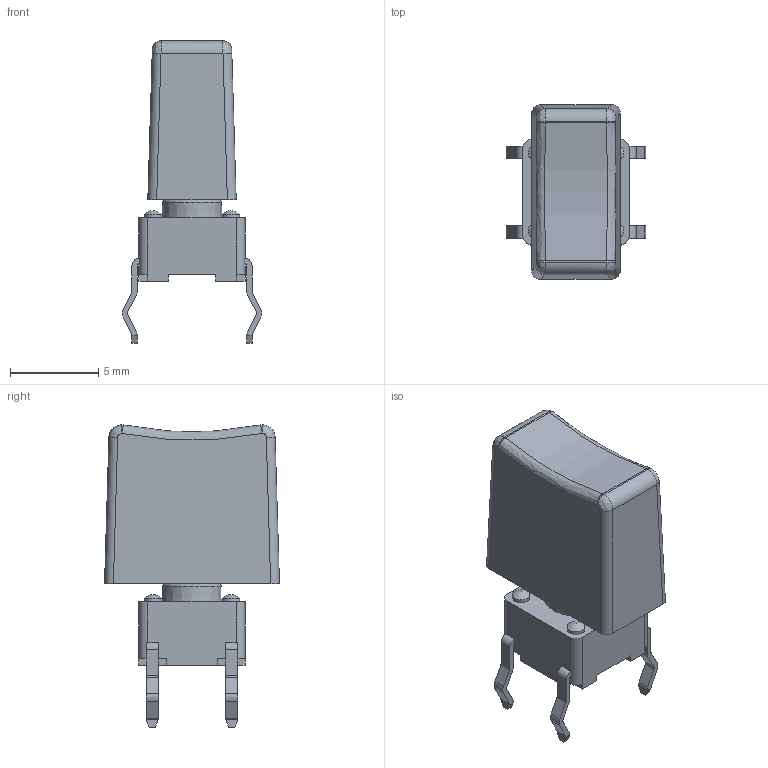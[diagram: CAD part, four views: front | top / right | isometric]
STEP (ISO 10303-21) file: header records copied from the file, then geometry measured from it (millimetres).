
FILE_DESCRIPTION((' '),'2;1');
FILE_NAME('TL1105SPFxxxx1Cxxx.stp','2017-07-26T14:30:43',(' '),(' '),' ','ACIS',' ');
FILE_SCHEMA(('CONFIG_CONTROL_DESIGN'));
Length unit declared in the file: inch
Products named in the file (1): TL1105SPFxxxx1Cxxx.stp
Bounding box: 7.9 x 9.9 x 17.1 mm (x, y, z)
Volume: 350.3 mm3; surface area: 893.6 mm2
Topology: 1 solids, 6 shells, 312 faces, 810 edges, 518 vertices
Faces by surface type: plane 186, cylinder 109, bspline 11, torus 5, cone 1
Full cylindrical faces by diameter (mm): 0.76 x4, 0.8 x4, 1 x4, 3.6 x1, 5 x1
Entity records: 9928 total; most frequent: CARTESIAN_POINT 2212, DIRECTION 1569, ORIENTED_EDGE 1558, EDGE_CURVE 779, VECTOR 561, LINE 561, VERTEX_POINT 510, AXIS2_PLACEMENT_3D 504
